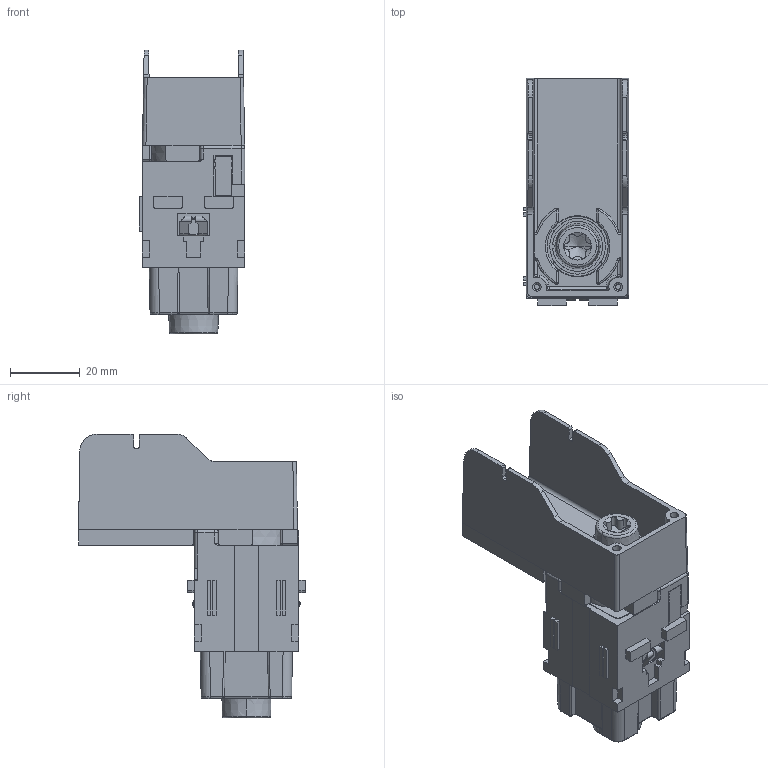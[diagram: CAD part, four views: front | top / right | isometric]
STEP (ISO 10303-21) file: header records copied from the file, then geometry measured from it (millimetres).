
FILE_DESCRIPTION(('Creo Elements/Direct Modeling STEP Export'),'2;1');
FILE_NAME('0ln7uvk5p88acvi5692','2023-02-16T16:41:39',(''),(''),'Creo Elements/Direct Modeling STEP processor for AP214 (Solid Model)','Creo Elements/Direct Modeling 20.1B 02-Apr-2019 (C) Parametric Technology GmbH','');
FILE_SCHEMA(('AUTOMOTIVE_DESIGN { 1 0 10303 214 1 1 1 1 }'));
Length unit declared in the file: millimetre
Products named in the file (3): Insulated cover plate; CX 01 30PEAF
Assembly tree (2 placements, depth 2):
  CX 01 30PEAF
    CX 01 30PEAF
    Insulated cover plate
Bounding box: 30.3 x 65.3 x 81.7 mm (x, y, z)
Volume: 45284.3 mm3; surface area: 33344.8 mm2
Topology: 2 solids, 2 shells, 851 faces, 2281 edges, 1412 vertices
Faces by surface type: plane 384, cylinder 265, bspline 71, cone 42, torus 41, sphere 40, revolution 6, extrusion 2
Entity records: 43177 total; most frequent: CARTESIAN_POINT 16410, ORIENTED_EDGE 4474, DIRECTION 3728, EDGE_CURVE 2237, VERTEX_POINT 1412, AXIS2_PLACEMENT_3D 1258, VECTOR 1211, LINE 1209
